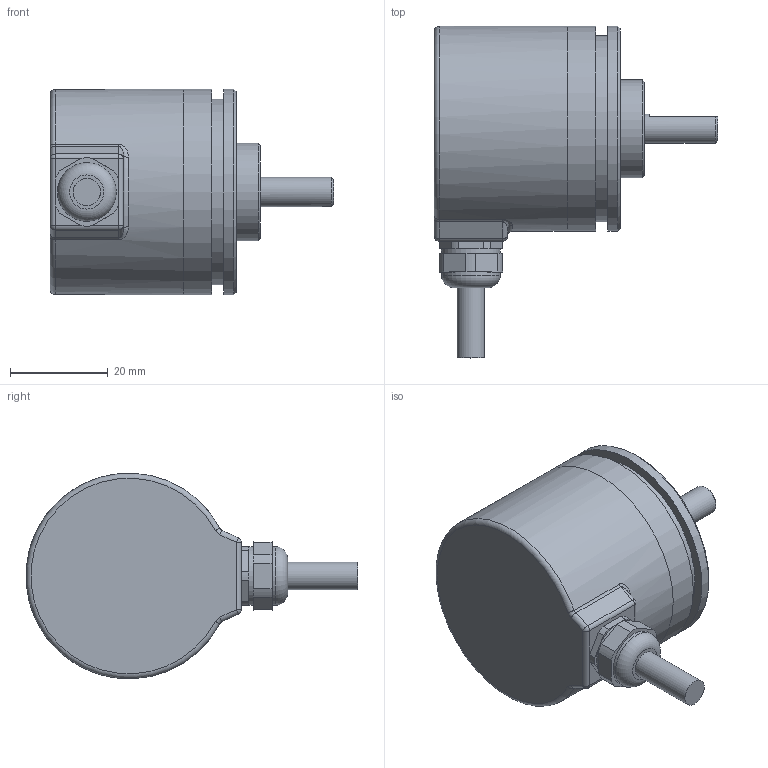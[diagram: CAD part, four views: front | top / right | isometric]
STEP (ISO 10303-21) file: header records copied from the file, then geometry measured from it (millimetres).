
FILE_DESCRIPTION (( 'STEP AP214' ), '1' );
FILE_NAME ('EV40A6-xxPR-xxxx.STEP', '2023-11-30T05:44:22', ( '' ), ( '' ), 'SwSTEP 2.0', 'SolidWorks 2023', '' );
FILE_SCHEMA (( 'AUTOMOTIVE_DESIGN' ));
Length unit declared in the file: millimetre
Products named in the file (1): EV40A6-xxPR-xxxx
Bounding box: 58 x 67.87 x 42 mm (x, y, z)
Volume: 29325.1 mm3; surface area: 23104.5 mm2
Topology: 8 solids, 9 shells, 414 faces, 1167 edges, 759 vertices
Faces by surface type: cylinder 115, plane 110, bspline 74, torus 62, sphere 27, cone 26
Full cylindrical faces by diameter (mm): 1.25 x2, 1.6 x5, 2.5 x7, 3.8 x3, 5.6 x2, 6 x4, 6.6 x1, 6.8 x1, 7.3 x1, 8 x2, 9 x4, 9.2 x1, 9.3 x1, 10 x1, 10.333 x2, 12 x7, 14.667 x2, 15 x2, 16 x1, 19 x2, 20 x1, 37.8 x2, 38 x2, 38.2 x1, 39.8 x4, 42 x3
Entity records: 19879 total; most frequent: CARTESIAN_POINT 6066, ORIENTED_EDGE 1918, DIRECTION 1657, EDGE_CURVE 959, AXIS2_PLACEMENT_3D 696, VERTEX_POINT 679, EDGE_LOOP 590, FACE_OUTER_BOUND 467
